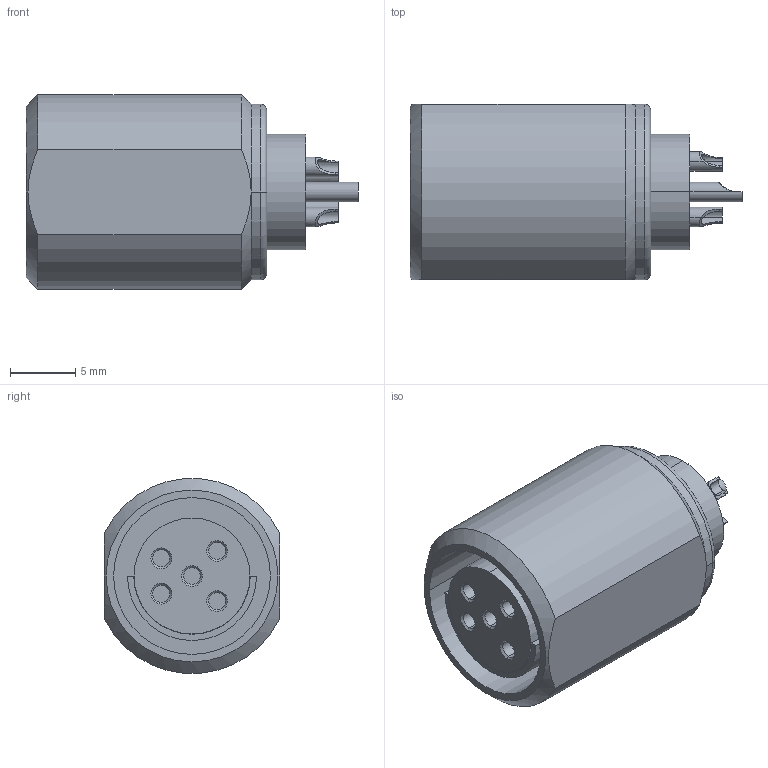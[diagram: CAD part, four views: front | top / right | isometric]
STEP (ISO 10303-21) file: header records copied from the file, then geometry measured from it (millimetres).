
FILE_DESCRIPTION((''),'2;1');
FILE_NAME('G52F1C-P05L','2021-03-16T11:57:37',('RTrager'),(''),'CREO PARAMETRIC BY PTC INC, 2018300','CREO PARAMETRIC BY PTC INC, 2018300','');
FILE_SCHEMA(('AP242_MANAGED_MODEL_BASED_3D_ENGINEERING_MIM_LF { 1 0 10303 442 1 1 4 }'));
Length unit declared in the file: millimetre
Products named in the file (1): G52F1C-P05L
Bounding box: 25.5 x 13.5 x 14.94 mm (x, y, z)
Volume: 2605.3 mm3; surface area: 2724 mm2
Topology: 1 solids, 1 shells, 101 faces, 232 edges, 148 vertices
Faces by surface type: cylinder 53, plane 28, cone 14, torus 6
Entity records: 4939 total; most frequent: CARTESIAN_POINT 781, DIRECTION 526, ORIENTED_EDGE 464, PRESENTATION_STYLE_ASSIGNMENT 325, STYLED_ITEM 251, CURVE_STYLE 232, EDGE_CURVE 232, AXIS2_PLACEMENT_3D 219
